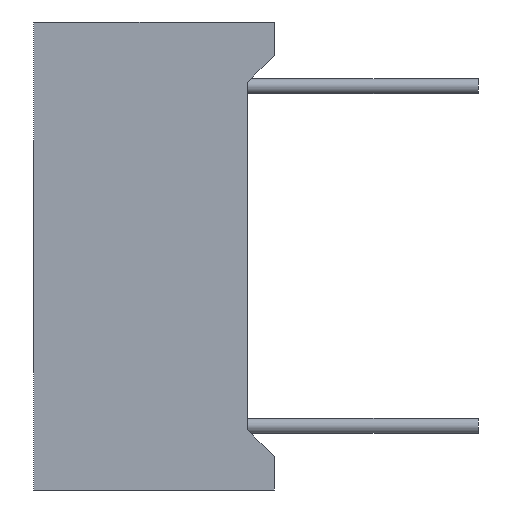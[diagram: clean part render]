
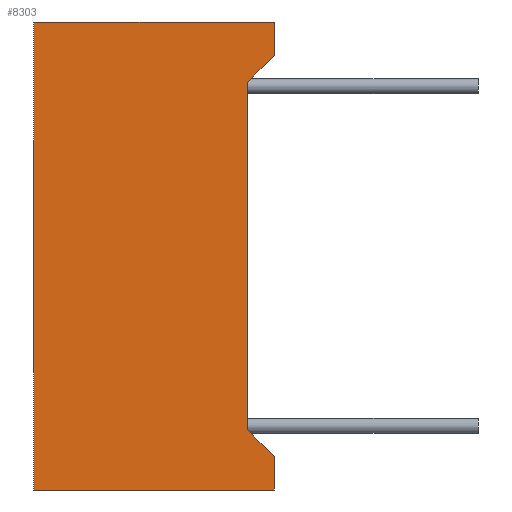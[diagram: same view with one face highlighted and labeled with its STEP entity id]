
A CAD part, left-side view. The second image highlights one B-rep face of the part: STEP entity #8303.
In plain terms, the highlighted planar face has unit normal (-1, 0, 0).
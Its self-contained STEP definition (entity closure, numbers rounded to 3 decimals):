
#583=PLANE('',#8871);
#1065=FACE_OUTER_BOUND('',#1549,.T.);
#1549=EDGE_LOOP('',(#7564,#7565,#7566,#7567,#7568,#7569,#7570,#7571));
#2623=LINE('',#13219,#3695);
#2627=LINE('',#13228,#3699);
#2630=LINE('',#13234,#3702);
#2633=LINE('',#13240,#3705);
#2638=LINE('',#13251,#3710);
#2639=LINE('',#13253,#3711);
#2640=LINE('',#13255,#3712);
#2641=LINE('',#13256,#3713);
#3695=VECTOR('',#10899,1000.);
#3699=VECTOR('',#10905,1000.);
#3702=VECTOR('',#10910,1000.);
#3705=VECTOR('',#10915,1000.);
#3710=VECTOR('',#10924,1000.);
#3711=VECTOR('',#10925,1000.);
#3712=VECTOR('',#10926,1000.);
#3713=VECTOR('',#10927,1000.);
#4475=VERTEX_POINT('',#13213);
#4477=VERTEX_POINT('',#13217);
#4478=VERTEX_POINT('',#13221);
#4481=VERTEX_POINT('',#13226);
#4483=VERTEX_POINT('',#13232);
#4484=VERTEX_POINT('',#13236);
#4490=VERTEX_POINT('',#13252);
#4491=VERTEX_POINT('',#13254);
#5563=EDGE_CURVE('',#4475,#4477,#2623,.T.);
#5567=EDGE_CURVE('',#4478,#4481,#2627,.T.);
#5570=EDGE_CURVE('',#4477,#4483,#2630,.T.);
#5573=EDGE_CURVE('',#4484,#4478,#2633,.T.);
#5578=EDGE_CURVE('',#4483,#4484,#2638,.T.);
#5579=EDGE_CURVE('',#4490,#4481,#2639,.T.);
#5580=EDGE_CURVE('',#4491,#4490,#2640,.T.);
#5581=EDGE_CURVE('',#4491,#4475,#2641,.T.);
#7564=ORIENTED_EDGE('',*,*,#5563,.T.);
#7565=ORIENTED_EDGE('',*,*,#5570,.T.);
#7566=ORIENTED_EDGE('',*,*,#5578,.T.);
#7567=ORIENTED_EDGE('',*,*,#5573,.T.);
#7568=ORIENTED_EDGE('',*,*,#5567,.T.);
#7569=ORIENTED_EDGE('',*,*,#5579,.F.);
#7570=ORIENTED_EDGE('',*,*,#5580,.F.);
#7571=ORIENTED_EDGE('',*,*,#5581,.T.);
#8303=ADVANCED_FACE('',(#1065),#583,.F.);
#8871=AXIS2_PLACEMENT_3D('',#13250,#10922,#10923);
#10899=DIRECTION('',(0.,0.,1.));
#10905=DIRECTION('',(0.,0.,1.));
#10910=DIRECTION('',(0.,0.707,0.707));
#10915=DIRECTION('',(0.,-0.707,0.707));
#10922=DIRECTION('center_axis',(1.,0.,0.));
#10923=DIRECTION('ref_axis',(0.,0.,-1.));
#10924=DIRECTION('',(0.,0.,1.));
#10925=DIRECTION('',(0.,-1.,0.));
#10926=DIRECTION('',(0.,0.,1.));
#10927=DIRECTION('',(0.,-1.,0.));
#13213=CARTESIAN_POINT('',(-15.,0.,-7.));
#13217=CARTESIAN_POINT('',(-15.,0.,-6.));
#13219=CARTESIAN_POINT('',(-15.,0.,7.));
#13221=CARTESIAN_POINT('',(-15.,0.,6.));
#13226=CARTESIAN_POINT('',(-15.,0.,7.));
#13228=CARTESIAN_POINT('',(-15.,0.,7.));
#13232=CARTESIAN_POINT('',(-15.,0.8,-5.2));
#13234=CARTESIAN_POINT('',(-15.,0.,-6.));
#13236=CARTESIAN_POINT('',(-15.,0.8,5.2));
#13240=CARTESIAN_POINT('',(-15.,0.,6.));
#13250=CARTESIAN_POINT('Origin',(-15.,7.2,7.));
#13251=CARTESIAN_POINT('',(-15.,0.8,-5.2));
#13252=CARTESIAN_POINT('',(-15.,7.2,7.));
#13253=CARTESIAN_POINT('',(-15.,7.2,7.));
#13254=CARTESIAN_POINT('',(-15.,7.2,-7.));
#13255=CARTESIAN_POINT('',(-15.,7.2,7.));
#13256=CARTESIAN_POINT('',(-15.,7.2,-7.));
